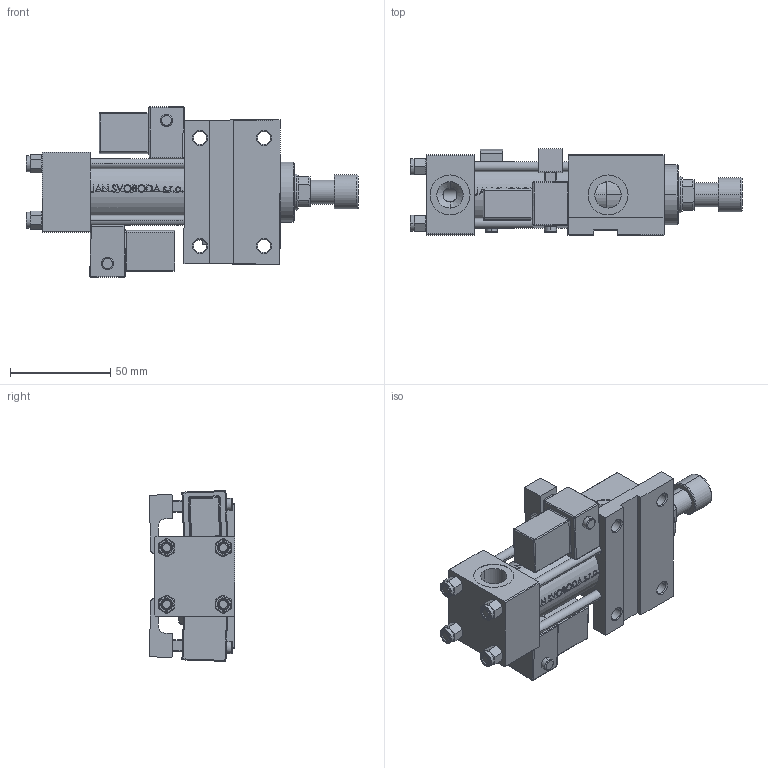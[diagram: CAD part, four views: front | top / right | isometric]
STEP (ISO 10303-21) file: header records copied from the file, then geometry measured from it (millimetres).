
FILE_DESCRIPTION (( 'STEP AP203' ), '1' );
FILE_NAME ('6f59.STEP', '2022-04-14T13:39:38', ( '' ), ( '' ), 'SwSTEP 2.0', 'SolidWorks 2019', '' );
FILE_SCHEMA (( 'CONFIG_CONTROL_DESIGN' ));
Length unit declared in the file: millimetre
Products named in the file (9): Zatka_pro_OIL_PORT 5311fc2a7beadc8c64eaea6bf61de403; V215CR_ROD_END_F 5311fc2a7beadc8c64eaea6bf61de403; V215CR_F_TYCINKA 5311fc2a7beadc8c64eaea6bf61de403; V215CR_MSU 5311fc2a7beadc8c64eaea6bf61de403; V215_VC_A 5311fc2a7beadc8c64eaea6bf61de403; V215CR_F_Body 5311fc2a7beadc8c64eaea6bf61de403; NUT_M5_F 5311fc2a7beadc8c64eaea6bf61de403; 6f59; V215CR_VCP_F 5311fc2a7beadc8c64eaea6bf61de403
Assembly tree (15 placements, depth 2):
  6f59
    V215CR_F_Body 5311fc2a7beadc8c64eaea6bf61de403
    V215CR_VCP_F 5311fc2a7beadc8c64eaea6bf61de403
    V215CR_F_TYCINKA 5311fc2a7beadc8c64eaea6bf61de403  x4
    NUT_M5_F 5311fc2a7beadc8c64eaea6bf61de403  x4
    V215_VC_A 5311fc2a7beadc8c64eaea6bf61de403
    V215CR_ROD_END_F 5311fc2a7beadc8c64eaea6bf61de403
    V215CR_MSU 5311fc2a7beadc8c64eaea6bf61de403  x2
    Zatka_pro_OIL_PORT 5311fc2a7beadc8c64eaea6bf61de403
Bounding box: 166 x 42.99 x 85.39 mm (x, y, z)
Volume: 204000.5 mm3; surface area: 75226.6 mm2
Topology: 15 solids, 15 shells, 1331 faces, 3312 edges, 2081 vertices
Faces by surface type: plane 526, bspline 380, cylinder 205, cone 172, torus 24, sphere 24
Entity records: 52490 total; most frequent: CARTESIAN_POINT 26921, ORIENTED_EDGE 5722, DIRECTION 3839, EDGE_CURVE 2861, VERTEX_POINT 1837, LINE 1469, VECTOR 1469, EDGE_LOOP 1244
